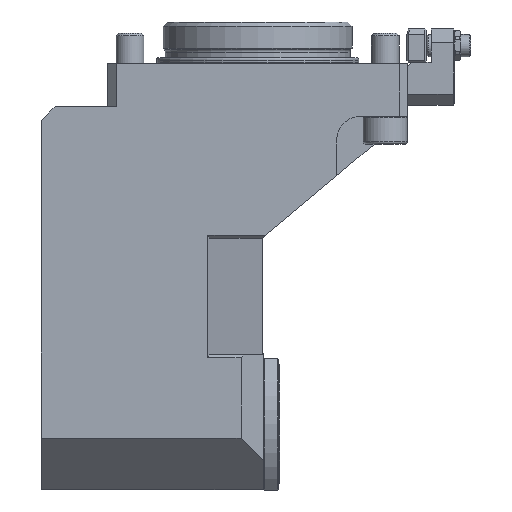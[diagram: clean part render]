
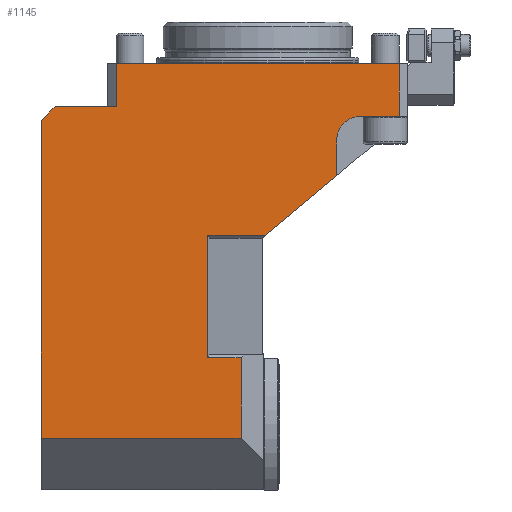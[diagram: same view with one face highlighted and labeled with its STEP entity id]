
A CAD part, front view. The second image highlights one B-rep face of the part: STEP entity #1145.
In plain terms, the highlighted planar face has unit normal (0, -1, 0).
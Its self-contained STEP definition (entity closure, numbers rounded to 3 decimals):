
#325=LINE('',#6552,#607);
#327=LINE('',#6556,#609);
#331=LINE('',#6564,#613);
#337=LINE('',#6576,#619);
#340=LINE('',#6584,#622);
#343=LINE('',#6589,#625);
#347=LINE('',#6596,#629);
#348=LINE('',#6598,#630);
#350=LINE('',#6602,#632);
#353=LINE('',#6608,#635);
#354=LINE('',#6610,#636);
#355=LINE('',#6624,#637);
#369=LINE('',#6652,#651);
#370=LINE('',#6654,#652);
#607=VECTOR('',#5057,1.);
#609=VECTOR('',#5061,1.);
#613=VECTOR('',#5067,1.);
#619=VECTOR('',#5075,1.);
#622=VECTOR('',#5084,1.);
#625=VECTOR('',#5089,1.);
#629=VECTOR('',#5095,1.);
#630=VECTOR('',#5098,1.);
#632=VECTOR('',#5102,1.);
#635=VECTOR('',#5107,1.);
#636=VECTOR('',#5110,1.);
#637=VECTOR('',#5129,1.);
#651=VECTOR('',#5155,1.);
#652=VECTOR('',#5158,1.);
#1145=ADVANCED_FACE('',(#1465),#1292,.T.);
#1292=PLANE('',#4144);
#1465=FACE_OUTER_BOUND('',#1761,.T.);
#1761=EDGE_LOOP('',(#2732,#2733,#2734,#2735,#2736,#2737,#2738,#2739,#2740,
#2741,#2742,#2743,#2744,#2745,#2746));
#2732=ORIENTED_EDGE('',*,*,#3585,.T.);
#2733=ORIENTED_EDGE('',*,*,#3584,.T.);
#2734=ORIENTED_EDGE('',*,*,#3581,.T.);
#2735=ORIENTED_EDGE('',*,*,#3579,.T.);
#2736=ORIENTED_EDGE('',*,*,#3578,.T.);
#2737=ORIENTED_EDGE('',*,*,#3574,.F.);
#2738=ORIENTED_EDGE('',*,*,#3571,.F.);
#2739=ORIENTED_EDGE('',*,*,#3569,.F.);
#2740=ORIENTED_EDGE('',*,*,#3567,.F.);
#2741=ORIENTED_EDGE('',*,*,#3604,.T.);
#2742=ORIENTED_EDGE('',*,*,#3605,.T.);
#2743=ORIENTED_EDGE('',*,*,#3590,.T.);
#2744=ORIENTED_EDGE('',*,*,#3561,.F.);
#2745=ORIENTED_EDGE('',*,*,#3557,.T.);
#2746=ORIENTED_EDGE('',*,*,#3555,.T.);
#3080=VERTEX_POINT('',#6551);
#3081=VERTEX_POINT('',#6553);
#3082=VERTEX_POINT('',#6557);
#3085=VERTEX_POINT('',#6565);
#3089=VERTEX_POINT('',#6575);
#3090=VERTEX_POINT('',#6577);
#3091=VERTEX_POINT('',#6581);
#3092=VERTEX_POINT('',#6585);
#3093=VERTEX_POINT('',#6590);
#3094=VERTEX_POINT('',#6595);
#3095=VERTEX_POINT('',#6599);
#3096=VERTEX_POINT('',#6603);
#3097=VERTEX_POINT('',#6607);
#3102=VERTEX_POINT('',#6625);
#3109=VERTEX_POINT('',#6651);
#3555=EDGE_CURVE('',#3081,#3080,#325,.T.);
#3557=EDGE_CURVE('',#3082,#3081,#327,.T.);
#3561=EDGE_CURVE('',#3082,#3085,#331,.T.);
#3567=EDGE_CURVE('',#3089,#3090,#337,.T.);
#3569=EDGE_CURVE('',#3090,#3091,#3745,.T.);
#3571=EDGE_CURVE('',#3091,#3092,#340,.T.);
#3574=EDGE_CURVE('',#3092,#3093,#343,.T.);
#3578=EDGE_CURVE('',#3094,#3093,#347,.T.);
#3579=EDGE_CURVE('',#3095,#3094,#348,.T.);
#3581=EDGE_CURVE('',#3096,#3095,#350,.T.);
#3584=EDGE_CURVE('',#3097,#3096,#353,.T.);
#3585=EDGE_CURVE('',#3080,#3097,#354,.T.);
#3590=EDGE_CURVE('',#3102,#3085,#355,.T.);
#3604=EDGE_CURVE('',#3089,#3109,#369,.T.);
#3605=EDGE_CURVE('',#3109,#3102,#370,.T.);
#3745=CIRCLE('',#4120,8.5);
#4120=AXIS2_PLACEMENT_3D('',#6580,#5079,#5080);
#4144=AXIS2_PLACEMENT_3D('',#6655,#5159,#5160);
#5057=DIRECTION('',(0.,0.,-1.));
#5061=DIRECTION('',(-0.707,0.,-0.707));
#5067=DIRECTION('',(1.,0.,0.));
#5075=DIRECTION('',(-1.,0.,0.));
#5079=DIRECTION('',(0.,-1.,0.));
#5080=DIRECTION('',(-1.,0.,0.));
#5084=DIRECTION('',(0.,0.,-1.));
#5089=DIRECTION('',(-0.766,0.,-0.643));
#5095=DIRECTION('',(1.,0.,0.));
#5098=DIRECTION('',(0.,0.,1.));
#5102=DIRECTION('',(-1.,0.,0.));
#5107=DIRECTION('',(0.,0.,1.));
#5110=DIRECTION('',(1.,0.,0.));
#5129=DIRECTION('',(0.,0.,-1.));
#5155=DIRECTION('',(0.,0.,1.));
#5158=DIRECTION('',(-1.,0.,0.));
#5159=DIRECTION('',(0.,-1.,0.));
#5160=DIRECTION('',(1.,0.,0.));
#6551=CARTESIAN_POINT('',(-78.,-42.,-135.));
#6552=CARTESIAN_POINT('',(-78.,-42.,0.));
#6553=CARTESIAN_POINT('',(-78.,-42.,-20.5));
#6556=CARTESIAN_POINT('',(-1.75,-42.,55.75));
#6557=CARTESIAN_POINT('',(-73.,-42.,-15.5));
#6564=CARTESIAN_POINT('',(54.,-42.,-15.5));
#6565=CARTESIAN_POINT('',(-51.,-42.,-15.5));
#6575=CARTESIAN_POINT('',(51.,-42.,-19.));
#6576=CARTESIAN_POINT('',(54.,-42.,-19.));
#6577=CARTESIAN_POINT('',(37.,-42.,-19.));
#6580=CARTESIAN_POINT('',(37.,-42.,-27.5));
#6581=CARTESIAN_POINT('',(28.5,-42.,-27.5));
#6584=CARTESIAN_POINT('',(28.5,-42.,0.));
#6585=CARTESIAN_POINT('',(28.5,-42.,-40.397));
#6589=CARTESIAN_POINT('',(1.7,-42.,-62.885));
#6590=CARTESIAN_POINT('',(2.892,-42.,-61.885));
#6595=CARTESIAN_POINT('',(-17.93,-42.,-61.885));
#6596=CARTESIAN_POINT('',(54.,-42.,-61.885));
#6598=CARTESIAN_POINT('',(-17.93,-42.,0.));
#6599=CARTESIAN_POINT('',(-17.93,-42.,-106.));
#6602=CARTESIAN_POINT('',(-17.93,-42.,-106.));
#6603=CARTESIAN_POINT('',(-6.,-42.,-106.));
#6607=CARTESIAN_POINT('',(-6.,-42.,-135.));
#6608=CARTESIAN_POINT('',(-6.,-42.,-106.));
#6610=CARTESIAN_POINT('',(-217.185,-42.,-135.));
#6624=CARTESIAN_POINT('',(-51.,-42.,-15.5));
#6625=CARTESIAN_POINT('',(-51.,-42.,0.));
#6651=CARTESIAN_POINT('',(51.,-42.,0.));
#6652=CARTESIAN_POINT('',(51.,-42.,0.));
#6654=CARTESIAN_POINT('',(54.,-42.,0.));
#6655=CARTESIAN_POINT('',(-24.,-42.,-24.233));
